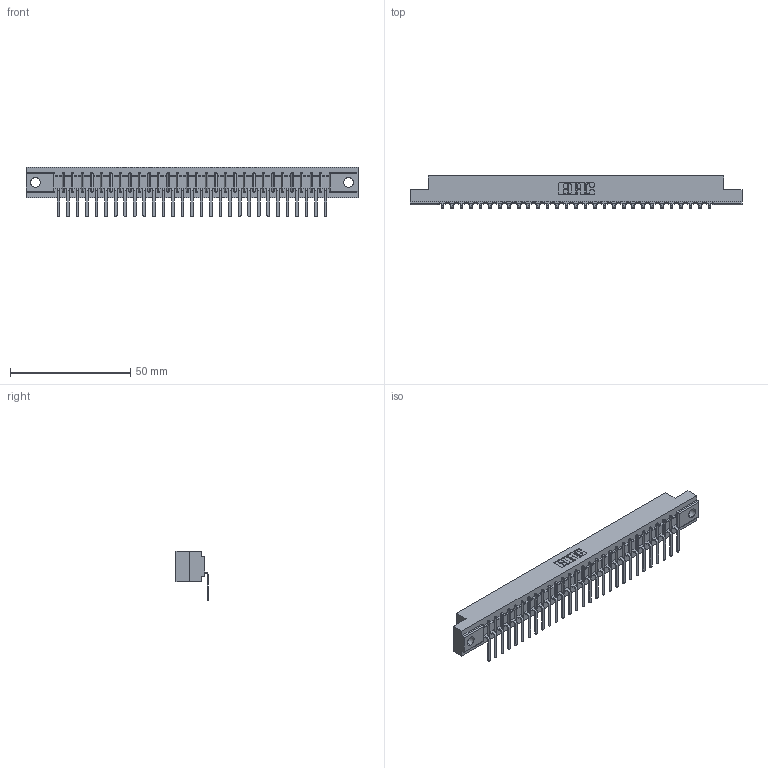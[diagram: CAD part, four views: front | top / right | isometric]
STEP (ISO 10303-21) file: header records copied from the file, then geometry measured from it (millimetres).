
FILE_DESCRIPTION (( 'STEP AP203' ), '1' );
FILE_NAME ('357-029-557-102.STEP', '2019-09-17T02:53:32', ( '' ), ( '' ), 'SwSTEP 2.0', 'SolidWorks 2016', '' );
FILE_SCHEMA (( 'CONFIG_CONTROL_DESIGN' ));
Length unit declared in the file: inch
Products named in the file (3): 307-290-002_557; 307 Part_.128 Dia Mounting Holes; 357-029-557-102
Assembly tree (30 placements, depth 2):
  357-029-557-102
    307 Part_.128 Dia Mounting Holes
    307-290-002_557  x29
Bounding box: 137.92 x 13.32 x 20.66 mm (x, y, z)
Volume: 14652.9 mm3; surface area: 18451.4 mm2
Topology: 30 solids, 30 shells, 2410 faces, 7399 edges, 4850 vertices
Faces by surface type: plane 1433, cylinder 917, sphere 60
Entity records: 27320 total; most frequent: CARTESIAN_POINT 4608, ORIENTED_EDGE 4598, DIRECTION 4483, EDGE_CURVE 2299, VECTOR 1753, LINE 1753, VERTEX_POINT 1490, AXIS2_PLACEMENT_3D 1365
